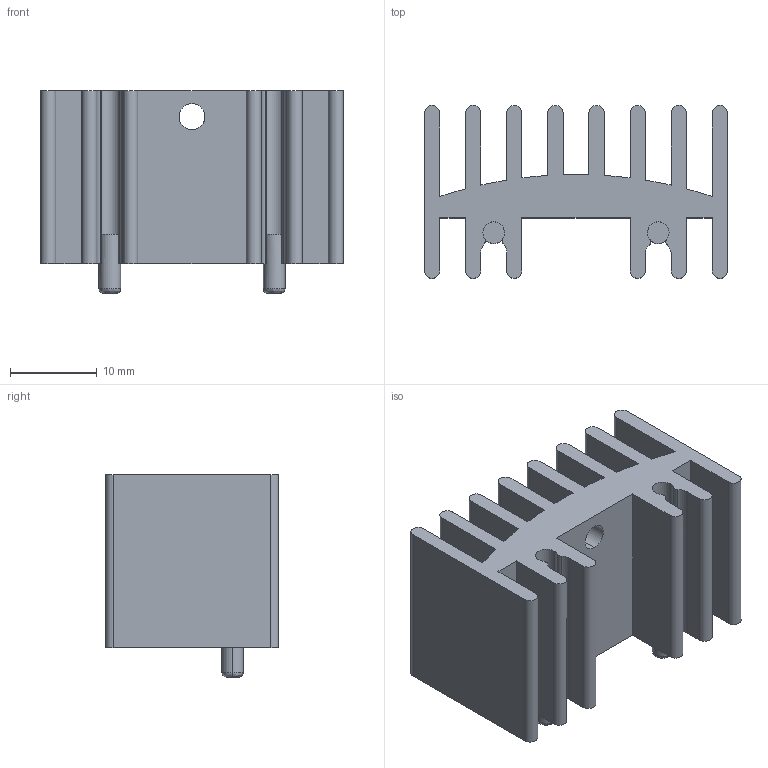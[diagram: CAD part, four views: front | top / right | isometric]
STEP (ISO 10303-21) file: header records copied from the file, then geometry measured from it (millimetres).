
FILE_DESCRIPTION (( 'STEP AP214' ), '1' );
FILE_NAME ('5595D9A1-7FEB-42A4-8036-384FF62542EF.STEP', '2024-11-13T02:46:49', ( '' ), ( '' ), 'SwSTEP 2.0', 'SolidWorks 2022', '' );
FILE_SCHEMA (( 'AUTOMOTIVE_DESIGN' ));
Length unit declared in the file: millimetre
Products named in the file (1): 5595D9A1-7FEB-42A4-8036-384FF62542EF
Bounding box: 35 x 20 x 23.4 mm (x, y, z)
Volume: 6922.7 mm3; surface area: 6590.4 mm2
Topology: 1 solids, 1 shells, 83 faces, 236 edges, 154 vertices
Faces by surface type: cylinder 44, plane 35, bspline 4
Entity records: 2980 total; most frequent: CARTESIAN_POINT 598, DIRECTION 480, ORIENTED_EDGE 472, EDGE_CURVE 236, AXIS2_PLACEMENT_3D 172, VERTEX_POINT 154, VECTOR 136, LINE 136
